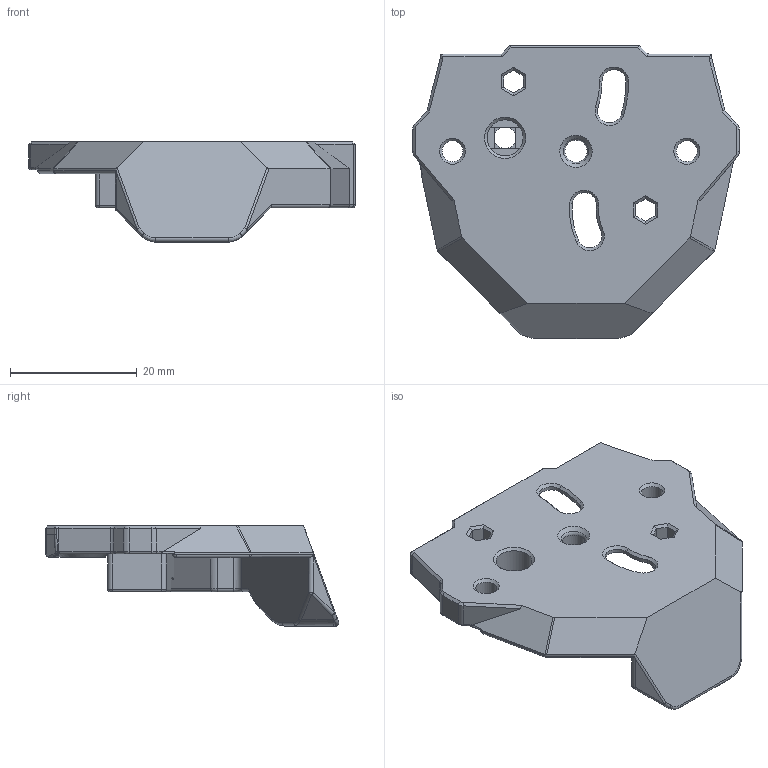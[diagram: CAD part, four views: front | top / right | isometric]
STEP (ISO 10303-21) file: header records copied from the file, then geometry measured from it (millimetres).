
FILE_DESCRIPTION(/* description */ ('STEP AP242'),/* implementation_level */ '2;1');
FILE_NAME(/* name */ 'Extruder adaptor.step',/* time_stamp */ '2025-04-11T22:18:29+01:00',/* author */ (''),/* organization */ (''),/* preprocessor_version */ 'ST-DEVELOPER v20.1',/* originating_system */ 'Autodesk Translation Framework v14.4.0.0',/* authorisation */ '');
FILE_SCHEMA (('AUTOMOTIVE_DESIGN { 1 0 10303 214 3 1 1 }'));
Length unit declared in the file: millimetre
Products named in the file (3): Xol-Carriage_MGN12H_Monolith_BETA2 [assembly]; Extruder Adapters; A4T - WWBMG - Extruder Adapter [xol-carriage] - 6T_1
Assembly tree (2 placements, depth 3):
  Xol-Carriage_MGN12H_Monolith_BETA2 [assembly]
    Extruder Adapters
      A4T - WWBMG - Extruder Adapter [xol-carriage] - 6T_1
Bounding box: 51.59 x 46.34 x 15.81 mm (x, y, z)
Volume: 8121.6 mm3; surface area: 6020.7 mm2
Topology: 1 solids, 1 shells, 299 faces, 754 edges, 457 vertices
Faces by surface type: plane 120, cylinder 107, bspline 24, cone 20, torus 16, sphere 12
Full cylindrical faces by diameter (mm): 3.3 x2, 3.4 x1, 3.5 x1, 5.075 x1, 5.7 x1
Entity records: 9811 total; most frequent: CARTESIAN_POINT 2602, ORIENTED_EDGE 1506, DIRECTION 1502, EDGE_CURVE 753, AXIS2_PLACEMENT_3D 543, VERTEX_POINT 457, LINE 416, VECTOR 416
